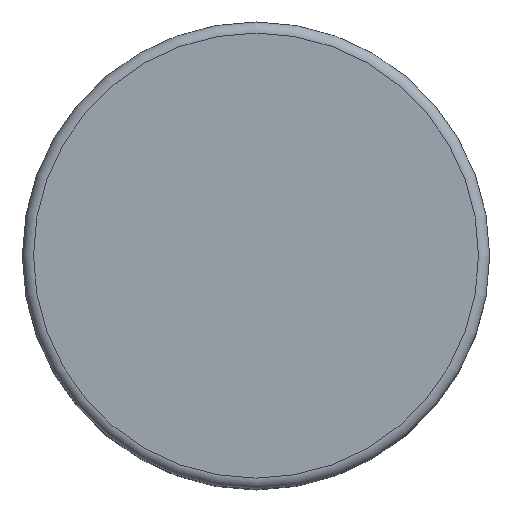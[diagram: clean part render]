
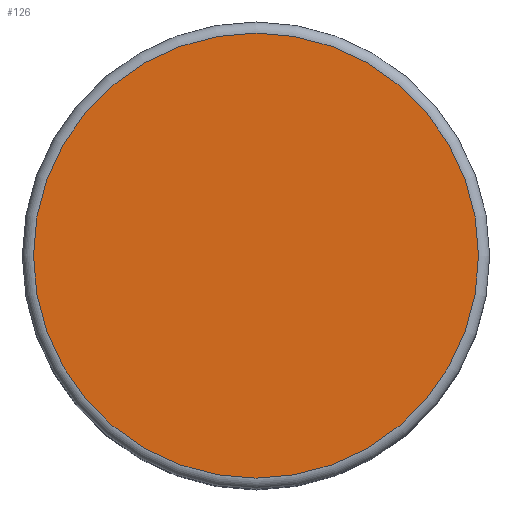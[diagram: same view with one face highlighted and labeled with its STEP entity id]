
A CAD part, top view. The second image highlights one B-rep face of the part: STEP entity #126.
In plain terms, the highlighted planar face has unit normal (0, 0, 1).
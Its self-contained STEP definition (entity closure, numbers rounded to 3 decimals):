
#21=PLANE('',#159);
#30=FACE_OUTER_BOUND('',#41,.T.);
#41=EDGE_LOOP('',(#104));
#56=CIRCLE('',#157,4.);
#65=VERTEX_POINT('',#230);
#77=EDGE_CURVE('',#65,#65,#56,.T.);
#104=ORIENTED_EDGE('',*,*,#77,.F.);
#126=ADVANCED_FACE('',(#30),#21,.T.);
#157=AXIS2_PLACEMENT_3D('',#231,#197,#198);
#159=AXIS2_PLACEMENT_3D('',#233,#201,#202);
#197=DIRECTION('center_axis',(0.,0.,-1.));
#198=DIRECTION('ref_axis',(1.,0.,0.));
#201=DIRECTION('center_axis',(0.,0.,1.));
#202=DIRECTION('ref_axis',(1.,0.,0.));
#230=CARTESIAN_POINT('',(-4.,0.,7.5));
#231=CARTESIAN_POINT('Origin',(0.,0.,7.5));
#233=CARTESIAN_POINT('Origin',(0.,0.,7.5));
